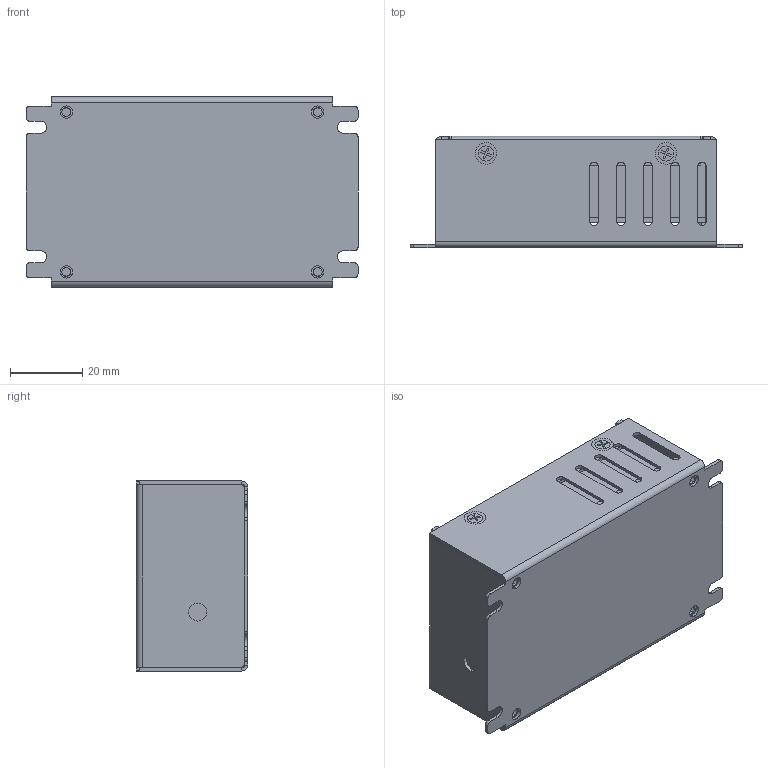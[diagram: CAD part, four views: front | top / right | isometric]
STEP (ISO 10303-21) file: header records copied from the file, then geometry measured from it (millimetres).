
FILE_DESCRIPTION (( 'STEP AP203' ), '1' );
FILE_NAME ('PowerSupplyCase.STEP', '2019-02-03T04:49:16', ( '' ), ( '' ), 'SwSTEP 2.0', 'SolidWorks 2017', '' );
FILE_SCHEMA (( 'CONFIG_CONTROL_DESIGN' ));
Length unit declared in the file: millimetre
Products named in the file (7): PowerSupplyCase; M3 Standoff; PowerSupply; m3xcs; m3 nutsert; CaseLid; CaseBase
Assembly tree (15 placements, depth 2):
  PowerSupplyCase
    CaseBase
    PowerSupply
    M3 Standoff  x4
    CaseLid
    m3 nutsert  x4
    m3xcs  x4
Bounding box: 92.2 x 30.9 x 53 mm (x, y, z)
Volume: 86669.2 mm3; surface area: 48401.2 mm2
Topology: 15 solids, 15 shells, 383 faces, 980 edges, 632 vertices
Faces by surface type: plane 235, cylinder 132, cone 16
Entity records: 9709 total; most frequent: DIRECTION 1552, CARTESIAN_POINT 1500, ORIENTED_EDGE 1468, EDGE_CURVE 734, AXIS2_PLACEMENT_3D 522, VECTOR 508, LINE 508, VERTEX_POINT 470
